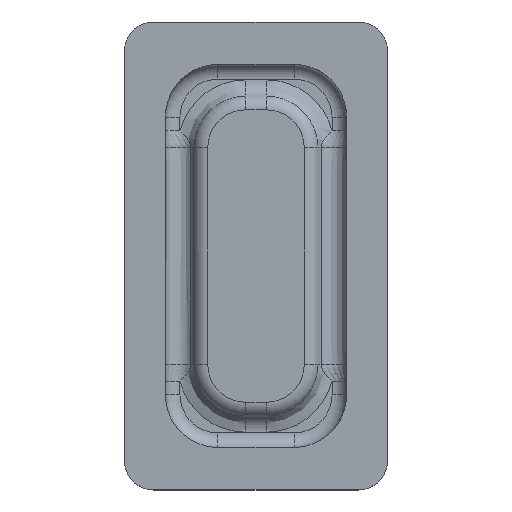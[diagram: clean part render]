
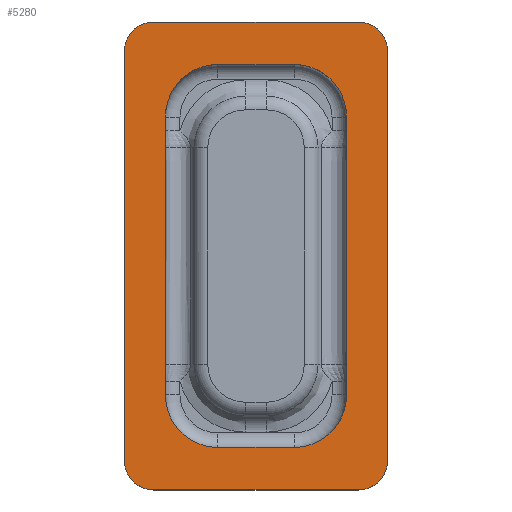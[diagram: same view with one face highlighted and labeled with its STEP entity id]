
A CAD part, top view. The second image highlights one B-rep face of the part: STEP entity #5280.
In plain terms, the highlighted planar face has unit normal (0, 0, 1).
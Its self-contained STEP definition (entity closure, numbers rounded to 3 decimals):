
#4749 = VERTEX_POINT('',#4750);
#4750 = CARTESIAN_POINT('',(-3.5,8.,3.8));
#4756 = EDGE_CURVE('',#4749,#4757,#4759,.T.);
#4757 = VERTEX_POINT('',#4758);
#4758 = CARTESIAN_POINT('',(3.5,8.,3.8));
#4759 = LINE('',#4760,#4761);
#4760 = CARTESIAN_POINT('',(-4.5,8.,3.8));
#4761 = VECTOR('',#4762,1.);
#4762 = DIRECTION('',(1.,0.,0.));
#4787 = EDGE_CURVE('',#4749,#4788,#4790,.T.);
#4788 = VERTEX_POINT('',#4789);
#4789 = CARTESIAN_POINT('',(-4.5,7.,3.8));
#4790 = CIRCLE('',#4791,1.);
#4791 = AXIS2_PLACEMENT_3D('',#4792,#4793,#4794);
#4792 = CARTESIAN_POINT('',(-3.5,7.,3.8));
#4793 = DIRECTION('',(-0.,0.,1.));
#4794 = DIRECTION('',(0.,-1.,0.));
#4820 = EDGE_CURVE('',#4757,#4821,#4823,.T.);
#4821 = VERTEX_POINT('',#4822);
#4822 = CARTESIAN_POINT('',(4.5,7.,3.8));
#4823 = CIRCLE('',#4824,1.);
#4824 = AXIS2_PLACEMENT_3D('',#4825,#4826,#4827);
#4825 = CARTESIAN_POINT('',(3.5,7.,3.8));
#4826 = DIRECTION('',(-0.,-0.,-1.));
#4827 = DIRECTION('',(0.,-1.,0.));
#4855 = VERTEX_POINT('',#4856);
#4856 = CARTESIAN_POINT('',(-4.5,-7.,3.8));
#4862 = EDGE_CURVE('',#4855,#4788,#4863,.T.);
#4863 = LINE('',#4864,#4865);
#4864 = CARTESIAN_POINT('',(-4.5,-8.,3.8));
#4865 = VECTOR('',#4866,1.);
#4866 = DIRECTION('',(0.,1.,0.));
#4884 = EDGE_CURVE('',#4821,#4885,#4887,.T.);
#4885 = VERTEX_POINT('',#4886);
#4886 = CARTESIAN_POINT('',(4.5,-7.,3.8));
#4887 = LINE('',#4888,#4889);
#4888 = CARTESIAN_POINT('',(4.5,8.,3.8));
#4889 = VECTOR('',#4890,1.);
#4890 = DIRECTION('',(0.,-1.,0.));
#4915 = EDGE_CURVE('',#4855,#4916,#4918,.T.);
#4916 = VERTEX_POINT('',#4917);
#4917 = CARTESIAN_POINT('',(-3.5,-8.,3.8));
#4918 = CIRCLE('',#4919,1.);
#4919 = AXIS2_PLACEMENT_3D('',#4920,#4921,#4922);
#4920 = CARTESIAN_POINT('',(-3.5,-7.,3.8));
#4921 = DIRECTION('',(-0.,0.,1.));
#4922 = DIRECTION('',(0.,-1.,0.));
#4948 = EDGE_CURVE('',#4885,#4949,#4951,.T.);
#4949 = VERTEX_POINT('',#4950);
#4950 = CARTESIAN_POINT('',(3.5,-8.,3.8));
#4951 = CIRCLE('',#4952,1.);
#4952 = AXIS2_PLACEMENT_3D('',#4953,#4954,#4955);
#4953 = CARTESIAN_POINT('',(3.5,-7.,3.8));
#4954 = DIRECTION('',(-0.,-0.,-1.));
#4955 = DIRECTION('',(0.,-1.,0.));
#4981 = EDGE_CURVE('',#4949,#4916,#4982,.T.);
#4982 = LINE('',#4983,#4984);
#4983 = CARTESIAN_POINT('',(4.5,-8.,3.8));
#4984 = VECTOR('',#4985,1.);
#4985 = DIRECTION('',(-1.,0.,0.));
#5005 = VERTEX_POINT('',#5006);
#5006 = CARTESIAN_POINT('',(-3.1,-4.75,3.8));
#5012 = EDGE_CURVE('',#5005,#5013,#5015,.T.);
#5013 = VERTEX_POINT('',#5014);
#5014 = CARTESIAN_POINT('',(-3.1,4.75,3.8));
#5015 = LINE('',#5016,#5017);
#5016 = CARTESIAN_POINT('',(-3.1,-6.55,3.8));
#5017 = VECTOR('',#5018,1.);
#5018 = DIRECTION('',(0.,1.,0.));
#5043 = EDGE_CURVE('',#5005,#5044,#5046,.T.);
#5044 = VERTEX_POINT('',#5045);
#5045 = CARTESIAN_POINT('',(-1.3,-6.55,3.8));
#5046 = CIRCLE('',#5047,1.8);
#5047 = AXIS2_PLACEMENT_3D('',#5048,#5049,#5050);
#5048 = CARTESIAN_POINT('',(-1.3,-4.75,3.8));
#5049 = DIRECTION('',(0.,-0.,1.));
#5050 = DIRECTION('',(0.,1.,0.));
#5076 = EDGE_CURVE('',#5013,#5077,#5079,.T.);
#5077 = VERTEX_POINT('',#5078);
#5078 = CARTESIAN_POINT('',(-1.3,6.55,3.8));
#5079 = CIRCLE('',#5080,1.8);
#5080 = AXIS2_PLACEMENT_3D('',#5081,#5082,#5083);
#5081 = CARTESIAN_POINT('',(-1.3,4.75,3.8));
#5082 = DIRECTION('',(0.,0.,-1.));
#5083 = DIRECTION('',(0.,1.,0.));
#5111 = VERTEX_POINT('',#5112);
#5112 = CARTESIAN_POINT('',(1.3,-6.55,3.8));
#5118 = EDGE_CURVE('',#5111,#5044,#5119,.T.);
#5119 = LINE('',#5120,#5121);
#5120 = CARTESIAN_POINT('',(3.1,-6.55,3.8));
#5121 = VECTOR('',#5122,1.);
#5122 = DIRECTION('',(-1.,0.,0.));
#5140 = EDGE_CURVE('',#5077,#5141,#5143,.T.);
#5141 = VERTEX_POINT('',#5142);
#5142 = CARTESIAN_POINT('',(1.3,6.55,3.8));
#5143 = LINE('',#5144,#5145);
#5144 = CARTESIAN_POINT('',(-3.1,6.55,3.8));
#5145 = VECTOR('',#5146,1.);
#5146 = DIRECTION('',(1.,0.,0.));
#5171 = EDGE_CURVE('',#5111,#5172,#5174,.T.);
#5172 = VERTEX_POINT('',#5173);
#5173 = CARTESIAN_POINT('',(3.1,-4.75,3.8));
#5174 = CIRCLE('',#5175,1.8);
#5175 = AXIS2_PLACEMENT_3D('',#5176,#5177,#5178);
#5176 = CARTESIAN_POINT('',(1.3,-4.75,3.8));
#5177 = DIRECTION('',(0.,-0.,1.));
#5178 = DIRECTION('',(0.,1.,0.));
#5206 = VERTEX_POINT('',#5207);
#5207 = CARTESIAN_POINT('',(3.1,4.75,3.8));
#5213 = EDGE_CURVE('',#5206,#5141,#5214,.T.);
#5214 = CIRCLE('',#5215,1.8);
#5215 = AXIS2_PLACEMENT_3D('',#5216,#5217,#5218);
#5216 = CARTESIAN_POINT('',(1.3,4.75,3.8));
#5217 = DIRECTION('',(0.,-0.,1.));
#5218 = DIRECTION('',(0.,1.,0.));
#5237 = EDGE_CURVE('',#5206,#5172,#5238,.T.);
#5238 = LINE('',#5239,#5240);
#5239 = CARTESIAN_POINT('',(3.1,6.55,3.8));
#5240 = VECTOR('',#5241,1.);
#5241 = DIRECTION('',(0.,-1.,0.));
#5280 = ADVANCED_FACE('',(#5281,#5291),#5301,.T.);
#5281 = FACE_BOUND('',#5282,.T.);
#5282 = EDGE_LOOP('',(#5283,#5284,#5285,#5286,#5287,#5288,#5289,#5290));
#5283 = ORIENTED_EDGE('',*,*,#4756,.F.);
#5284 = ORIENTED_EDGE('',*,*,#4787,.T.);
#5285 = ORIENTED_EDGE('',*,*,#4862,.F.);
#5286 = ORIENTED_EDGE('',*,*,#4915,.T.);
#5287 = ORIENTED_EDGE('',*,*,#4981,.F.);
#5288 = ORIENTED_EDGE('',*,*,#4948,.F.);
#5289 = ORIENTED_EDGE('',*,*,#4884,.F.);
#5290 = ORIENTED_EDGE('',*,*,#4820,.F.);
#5291 = FACE_BOUND('',#5292,.T.);
#5292 = EDGE_LOOP('',(#5293,#5294,#5295,#5296,#5297,#5298,#5299,#5300));
#5293 = ORIENTED_EDGE('',*,*,#5012,.T.);
#5294 = ORIENTED_EDGE('',*,*,#5076,.T.);
#5295 = ORIENTED_EDGE('',*,*,#5140,.T.);
#5296 = ORIENTED_EDGE('',*,*,#5213,.F.);
#5297 = ORIENTED_EDGE('',*,*,#5237,.T.);
#5298 = ORIENTED_EDGE('',*,*,#5171,.F.);
#5299 = ORIENTED_EDGE('',*,*,#5118,.T.);
#5300 = ORIENTED_EDGE('',*,*,#5043,.F.);
#5301 = PLANE('',#5302);
#5302 = AXIS2_PLACEMENT_3D('',#5303,#5304,#5305);
#5303 = CARTESIAN_POINT('',(0.,0.,3.8));
#5304 = DIRECTION('',(0.,0.,1.));
#5305 = DIRECTION('',(1.,0.,0.));
